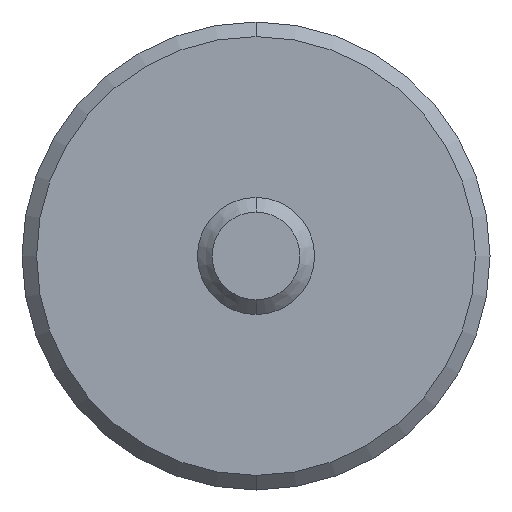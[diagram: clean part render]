
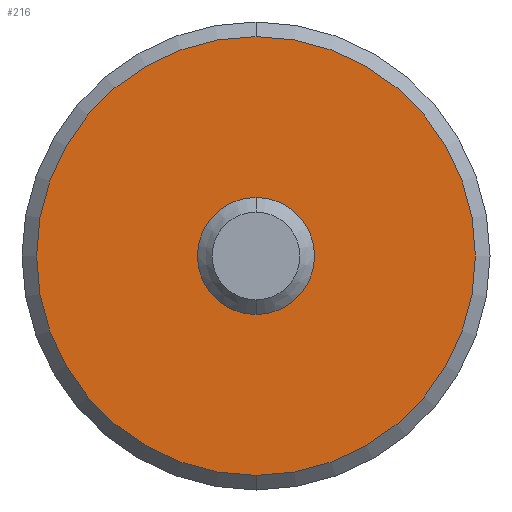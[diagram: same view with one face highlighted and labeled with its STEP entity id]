
A CAD part, front view. The second image highlights one B-rep face of the part: STEP entity #216.
In plain terms, the highlighted planar face has unit normal (0, -1, 0).
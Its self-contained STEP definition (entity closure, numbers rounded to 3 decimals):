
#28 = FACE_BOUND ( 'NONE', #291, .T. ) ;
#56 = DIRECTION ( 'NONE',  ( 0., -1., 0. ) ) ;
#67 = CARTESIAN_POINT ( 'NONE',  ( 0., 0., 0. ) ) ;
#79 = PLANE ( 'NONE',  #429 ) ;
#105 = AXIS2_PLACEMENT_3D ( 'NONE', #252, #183, #515 ) ;
#119 = EDGE_LOOP ( 'NONE', ( #468, #689 ) ) ;
#125 = DIRECTION ( 'NONE',  ( 0., 0., -1. ) ) ;
#126 = CARTESIAN_POINT ( 'NONE',  ( 1.6, 0., 0. ) ) ;
#128 = VERTEX_POINT ( 'NONE', #508 ) ;
#148 = ORIENTED_EDGE ( 'NONE', *, *, #186, .F. ) ;
#165 = EDGE_CURVE ( 'NONE', #708, #614, #467, .T. ) ;
#183 = DIRECTION ( 'NONE',  ( 0., -1., 0. ) ) ;
#186 = EDGE_CURVE ( 'NONE', #342, #128, #459, .T. ) ;
#216 = ADVANCED_FACE ( 'NONE', ( #28, #696 ), #79, .T. ) ;
#218 = DIRECTION ( 'NONE',  ( 0., 0., -1. ) ) ;
#252 = CARTESIAN_POINT ( 'NONE',  ( 0., 0., 0. ) ) ;
#291 = EDGE_LOOP ( 'NONE', ( #573, #148 ) ) ;
#313 = CIRCLE ( 'NONE', #105, 1.5 ) ;
#316 = EDGE_CURVE ( 'NONE', #614, #708, #313, .T. ) ;
#342 = VERTEX_POINT ( 'NONE', #646 ) ;
#355 = DIRECTION ( 'NONE',  ( 0., -1., 0. ) ) ;
#429 = AXIS2_PLACEMENT_3D ( 'NONE', #126, #355, #563 ) ;
#453 = DIRECTION ( 'NONE',  ( 0., -1., 0. ) ) ;
#459 = CIRCLE ( 'NONE', #631, 0.4 ) ;
#467 = CIRCLE ( 'NONE', #659, 1.5 ) ;
#468 = ORIENTED_EDGE ( 'NONE', *, *, #316, .T. ) ;
#475 = EDGE_CURVE ( 'NONE', #128, #342, #701, .T. ) ;
#491 = CARTESIAN_POINT ( 'NONE',  ( 0., 0., 0. ) ) ;
#503 = DIRECTION ( 'NONE',  ( 0., -1., 0. ) ) ;
#508 = CARTESIAN_POINT ( 'NONE',  ( 0., 0., -0.4 ) ) ;
#515 = DIRECTION ( 'NONE',  ( 0., 0., -1. ) ) ;
#563 = DIRECTION ( 'NONE',  ( 0., 0., -1. ) ) ;
#566 = DIRECTION ( 'NONE',  ( 0., 0., -1. ) ) ;
#573 = ORIENTED_EDGE ( 'NONE', *, *, #475, .F. ) ;
#596 = AXIS2_PLACEMENT_3D ( 'NONE', #491, #56, #218 ) ;
#614 = VERTEX_POINT ( 'NONE', #619 ) ;
#619 = CARTESIAN_POINT ( 'NONE',  ( 0., 0., 1.5 ) ) ;
#624 = CARTESIAN_POINT ( 'NONE',  ( 0., 0., 0. ) ) ;
#631 = AXIS2_PLACEMENT_3D ( 'NONE', #67, #453, #566 ) ;
#646 = CARTESIAN_POINT ( 'NONE',  ( 0., 0., 0.4 ) ) ;
#659 = AXIS2_PLACEMENT_3D ( 'NONE', #624, #503, #125 ) ;
#689 = ORIENTED_EDGE ( 'NONE', *, *, #165, .T. ) ;
#696 = FACE_OUTER_BOUND ( 'NONE', #119, .T. ) ;
#701 = CIRCLE ( 'NONE', #596, 0.4 ) ;
#708 = VERTEX_POINT ( 'NONE', #723 ) ;
#723 = CARTESIAN_POINT ( 'NONE',  ( 0., 0., -1.5 ) ) ;
